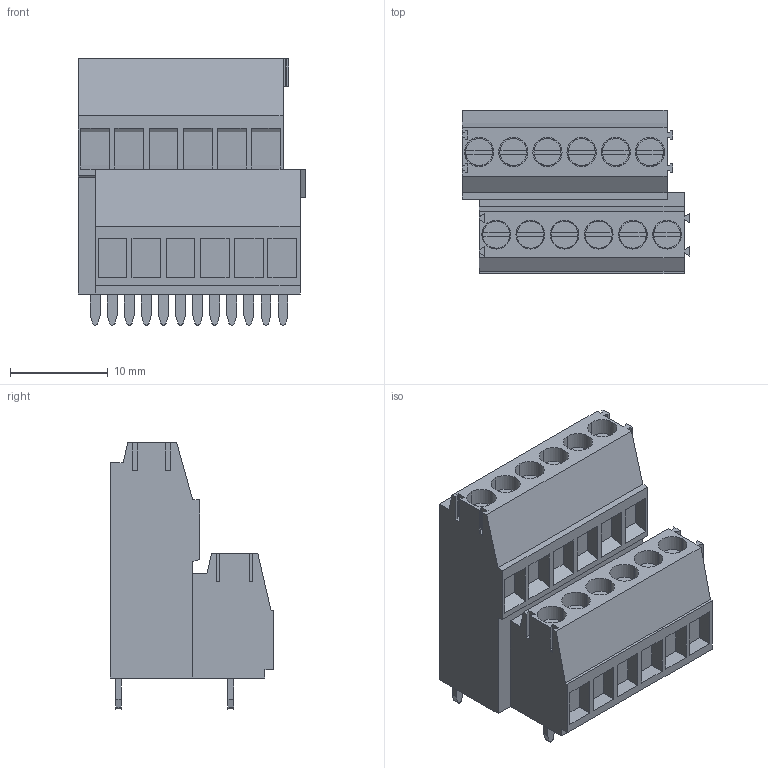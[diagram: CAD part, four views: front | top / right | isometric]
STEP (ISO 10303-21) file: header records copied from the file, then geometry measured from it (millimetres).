
FILE_DESCRIPTION(('CATIA V5 STEP Exchange','CAx-IF Rec.Pracs.--- Model Styling and Organization---1.4--- 2014-01-23'),'2;1');
FILE_NAME ('D1454721_1_1703740000_1703740000.stp','2023-03-16T07:40:54+00:00',('none'),('Weidmueller'),'CATIA Version 5-6 Release 2016 SP3 HF44','CATIA V5 STEP AP214','none');
FILE_SCHEMA(('AUTOMOTIVE_DESIGN { 1 0 10303 214 1 1 1 1 }'));
Length unit declared in the file: millimetre
Products named in the file (1): 1703740000
Bounding box: 23.35 x 16.75 x 27.3 mm (x, y, z)
Volume: 5762 mm3; surface area: 3627.4 mm2
Topology: 25 solids, 25 shells, 389 faces, 930 edges, 621 vertices
Faces by surface type: plane 317, cylinder 72
Entity records: 10362 total; most frequent: ORIENTED_EDGE 1860, CARTESIAN_POINT 1852, DIRECTION 1417, EDGE_CURVE 930, VECTOR 734, LINE 734, VERTEX_POINT 621, AXIS2_PLACEMENT_3D 437
